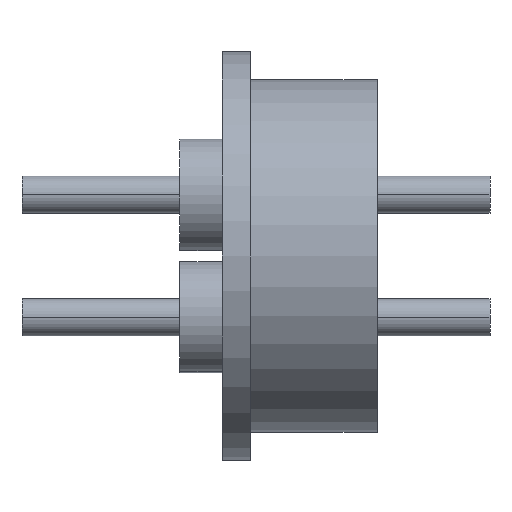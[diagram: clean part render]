
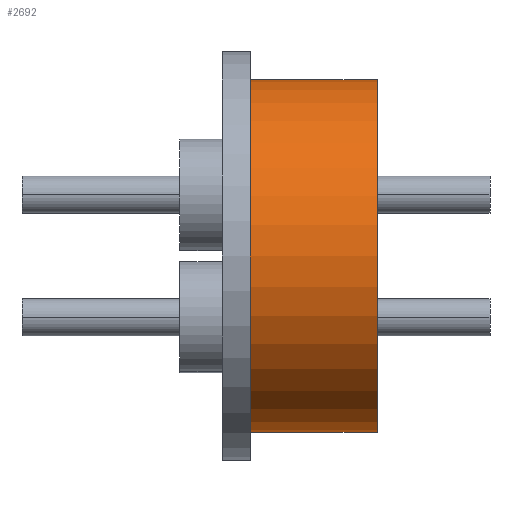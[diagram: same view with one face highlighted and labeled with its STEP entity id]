
A CAD part, left-side view. The second image highlights one B-rep face of the part: STEP entity #2692.
In plain terms, the highlighted cylindrical face has radius 1.587 mm (diameter 3.175 mm), a partial arc.
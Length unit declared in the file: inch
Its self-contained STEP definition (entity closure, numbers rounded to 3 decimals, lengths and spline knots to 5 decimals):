
#61 = EDGE_CURVE ( 'Defeatured_0_20+Defeatured_0_16+Defeatured_0_17+Defeatured_0_19', #3430, #650, #290, .T. ) ;
#290 = CIRCLE ( 'NONE', #3605, 0.0625 ) ;
#617 = VERTEX_POINT ( 'NONE', #1228 ) ;
#650 = VERTEX_POINT ( 'NONE', #3559 ) ;
#907 = DIRECTION ( 'NONE',  ( 0., -1., 0. ) ) ;
#985 = CIRCLE ( 'NONE', #2061, 0.0625 ) ;
#990 = AXIS2_PLACEMENT_3D ( 'NONE', #2914, #3513, #3558 ) ;
#1228 = CARTESIAN_POINT ( 'NONE',  ( -0.01615, 0.17046, 0.32194 ) ) ;
#1258 = ORIENTED_EDGE ( 'NONE', *, *, #61, .F. ) ;
#1835 = CARTESIAN_POINT ( 'NONE',  ( -0.01615, 0.12546, 0.25944 ) ) ;
#1966 = LINE ( 'NONE', #2423, #3429 ) ;
#2001 = CARTESIAN_POINT ( 'NONE',  ( -0.01615, 0.17046, 0.19694 ) ) ;
#2051 = ORIENTED_EDGE ( 'NONE', *, *, #3132, .T. ) ;
#2061 = AXIS2_PLACEMENT_3D ( 'NONE', #3871, #3195, #3217 ) ;
#2145 = CARTESIAN_POINT ( 'NONE',  ( -0.01615, 0.17046, 0.32194 ) ) ;
#2217 = CYLINDRICAL_SURFACE ( 'NONE', #990, 0.0625 ) ;
#2357 = EDGE_CURVE ( 'Defeatured_0_17+Defeatured_0_16+Defeatured_0_15+Defeatured_0_20', #617, #3430, #4129, .T. ) ;
#2374 = VERTEX_POINT ( 'NONE', #2001 ) ;
#2423 = CARTESIAN_POINT ( 'NONE',  ( -0.01615, 0.17046, 0.19694 ) ) ;
#2518 = DIRECTION ( 'NONE',  ( 0., -1., 0. ) ) ;
#2528 = EDGE_CURVE ( 'Defeatured_0_16+Defeatured_0_15+Defeatured_0_17+Defeatured_0_19', #617, #2374, #985, .T. ) ;
#2656 = EDGE_LOOP ( 'NONE', ( #1258, #3084, #4087, #2051 ) ) ;
#2692 = ADVANCED_FACE ( 'Defeatured_0_16', ( #3230 ), #2217, .T. ) ;
#2914 = CARTESIAN_POINT ( 'NONE',  ( -0.01615, 0.17046, 0.25944 ) ) ;
#3084 = ORIENTED_EDGE ( 'NONE', *, *, #2357, .F. ) ;
#3132 = EDGE_CURVE ( 'Defeatured_0_16+Defeatured_0_19+Defeatured_0_15+Defeatured_0_20', #2374, #650, #1966, .T. ) ;
#3195 = DIRECTION ( 'NONE',  ( 0., -1., 0. ) ) ;
#3217 = DIRECTION ( 'NONE',  ( 0., 0., -1. ) ) ;
#3230 = FACE_OUTER_BOUND ( 'NONE', #2656, .T. ) ;
#3274 = CARTESIAN_POINT ( 'NONE',  ( -0.01615, 0.12546, 0.32194 ) ) ;
#3429 = VECTOR ( 'NONE', #4055, 39.37008 ) ;
#3430 = VERTEX_POINT ( 'NONE', #3274 ) ;
#3463 = DIRECTION ( 'NONE',  ( 0., 0., -1. ) ) ;
#3513 = DIRECTION ( 'NONE',  ( 0., -1., 0. ) ) ;
#3558 = DIRECTION ( 'NONE',  ( 0., 0., -1. ) ) ;
#3559 = CARTESIAN_POINT ( 'NONE',  ( -0.01615, 0.12546, 0.19694 ) ) ;
#3597 = VECTOR ( 'NONE', #2518, 39.37008 ) ;
#3605 = AXIS2_PLACEMENT_3D ( 'NONE', #1835, #907, #3463 ) ;
#3871 = CARTESIAN_POINT ( 'NONE',  ( -0.01615, 0.17046, 0.25944 ) ) ;
#4055 = DIRECTION ( 'NONE',  ( 0., -1., 0. ) ) ;
#4087 = ORIENTED_EDGE ( 'NONE', *, *, #2528, .T. ) ;
#4129 = LINE ( 'NONE', #2145, #3597 ) ;
